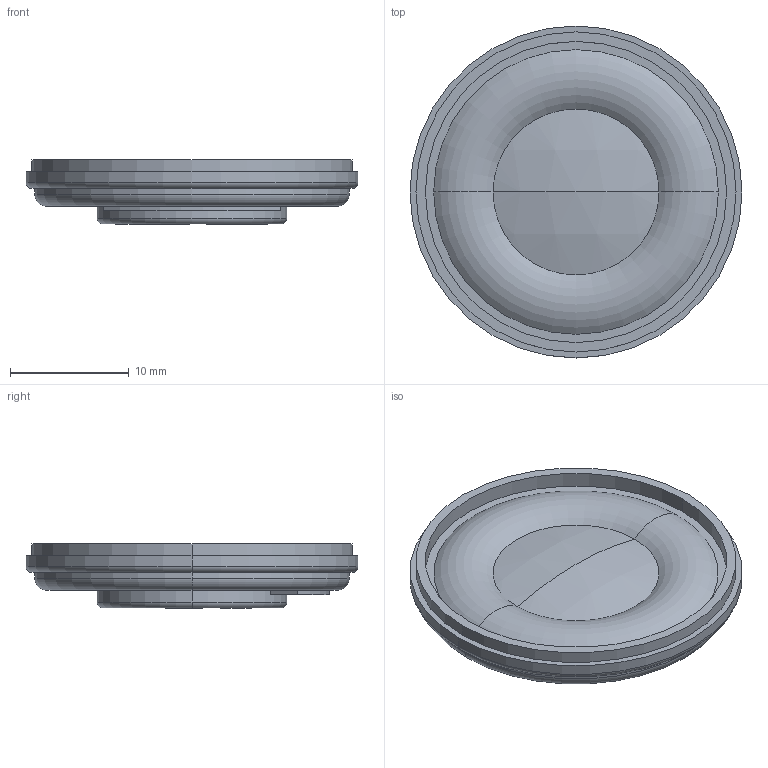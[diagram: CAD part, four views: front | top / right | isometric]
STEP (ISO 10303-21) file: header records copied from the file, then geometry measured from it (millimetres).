
FILE_DESCRIPTION (( 'STEP AP214' ), '1' );
FILE_NAME ('Speaker_D28x5.4.STEP', '2020-02-19T10:16:53', ( 'Elessar' ), ( '' ), 'SwSTEP 2.0', 'SolidWorks 2018', '' );
FILE_SCHEMA (( 'AUTOMOTIVE_DESIGN' ));
Length unit declared in the file: millimetre
Products named in the file (1): Speaker_D28x5.4
Bounding box: 28 x 28 x 5.41 mm (x, y, z)
Volume: 2150.4 mm3; surface area: 1719.8 mm2
Topology: 1 solids, 1 shells, 124 faces, 317 edges, 209 vertices
Faces by surface type: plane 58, bspline 44, cylinder 12, torus 8, sphere 2
Entity records: 7111 total; most frequent: CARTESIAN_POINT 3095, ORIENTED_EDGE 634, DIRECTION 435, EDGE_CURVE 317, VERTEX_POINT 209, VECTOR 185, LINE 185, EDGE_LOOP 138
